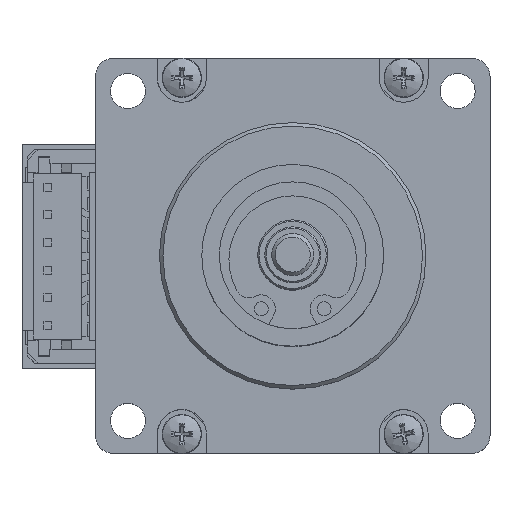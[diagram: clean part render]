
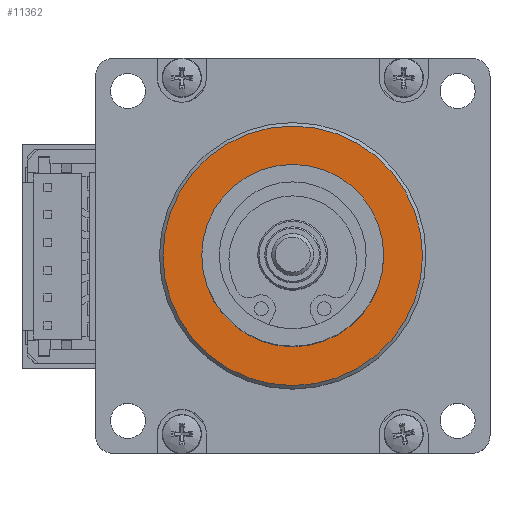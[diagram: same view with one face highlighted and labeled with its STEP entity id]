
A CAD part, top view. The second image highlights one B-rep face of the part: STEP entity #11362.
In plain terms, the highlighted planar face has unit normal (0, 0, 1).
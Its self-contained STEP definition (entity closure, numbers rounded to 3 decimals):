
#291=FACE_BOUND('',#1773,.T.);
#618=PLANE('',#12212);
#1116=FACE_OUTER_BOUND('',#1772,.T.);
#1772=EDGE_LOOP('',(#9311));
#1773=EDGE_LOOP('',(#9312,#9313));
#4297=CIRCLE('',#12213,18.55);
#4298=CIRCLE('',#12214,12.);
#4299=CIRCLE('',#12215,12.);
#5235=VERTEX_POINT('',#17940);
#5236=VERTEX_POINT('',#17942);
#5237=VERTEX_POINT('',#17943);
#6657=EDGE_CURVE('',#5235,#5235,#4297,.T.);
#6658=EDGE_CURVE('',#5236,#5237,#4298,.T.);
#6659=EDGE_CURVE('',#5237,#5236,#4299,.T.);
#9311=ORIENTED_EDGE('',*,*,#6657,.F.);
#9312=ORIENTED_EDGE('',*,*,#6658,.T.);
#9313=ORIENTED_EDGE('',*,*,#6659,.T.);
#11362=ADVANCED_FACE('',(#1116,#291),#618,.F.);
#12212=AXIS2_PLACEMENT_3D('',#17939,#14738,#14739);
#12213=AXIS2_PLACEMENT_3D('',#17941,#14740,#14741);
#12214=AXIS2_PLACEMENT_3D('',#17944,#14742,#14743);
#12215=AXIS2_PLACEMENT_3D('',#17945,#14744,#14745);
#14738=DIRECTION('center_axis',(0.,0.,-1.));
#14739=DIRECTION('ref_axis',(1.,0.,0.));
#14740=DIRECTION('center_axis',(0.,0.,-1.));
#14741=DIRECTION('ref_axis',(1.,0.,0.));
#14742=DIRECTION('center_axis',(0.,0.,-1.));
#14743=DIRECTION('ref_axis',(1.,0.,0.));
#14744=DIRECTION('center_axis',(0.,0.,-1.));
#14745=DIRECTION('ref_axis',(1.,0.,0.));
#17939=CARTESIAN_POINT('Origin',(0.,0.,
46.8));
#17940=CARTESIAN_POINT('',(-18.55,0.,46.8));
#17941=CARTESIAN_POINT('Origin',(0.,0.,
46.8));
#17942=CARTESIAN_POINT('',(-12.,0.,46.8));
#17943=CARTESIAN_POINT('',(0.,12.,46.8));
#17944=CARTESIAN_POINT('Origin',(0.,0.,
46.8));
#17945=CARTESIAN_POINT('Origin',(0.,0.,
46.8));
